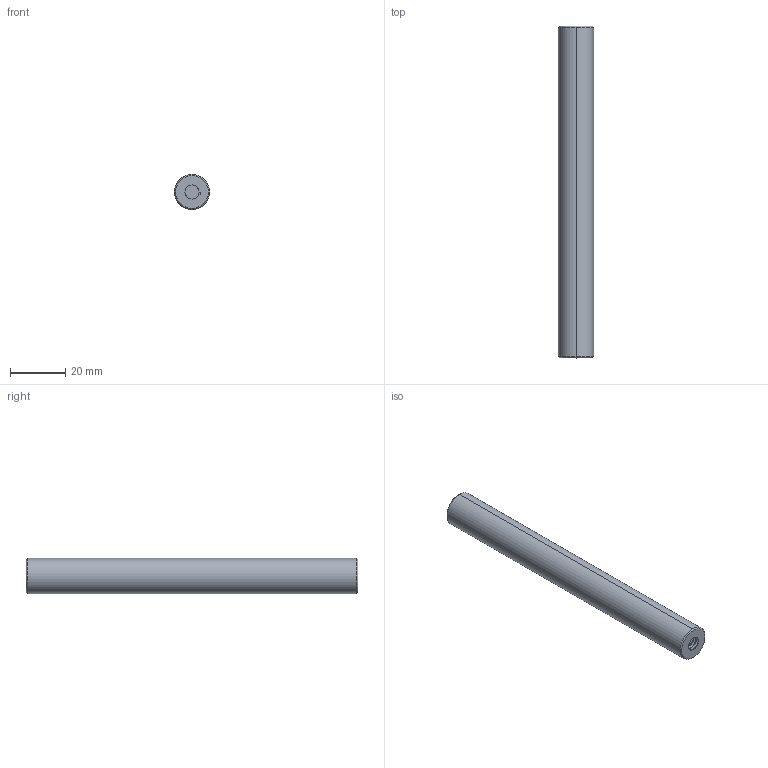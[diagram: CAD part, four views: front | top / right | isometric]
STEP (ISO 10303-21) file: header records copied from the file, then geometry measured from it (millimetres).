
FILE_DESCRIPTION (( 'STEP AP203' ), '1' );
FILE_NAME ('4400-23-P-0308 (1 Pieza) MS.STEP', '2023-02-24T09:50:27', ( '' ), ( '' ), 'SwSTEP 2.0', 'SolidWorks 2022', '' );
FILE_SCHEMA (( 'CONFIG_CONTROL_DESIGN' ));
Length unit declared in the file: inch
Products named in the file (1): 4400-23-P-0308 (1 Pieza) MS
Bounding box: 12.7 x 120.08 x 12.7 mm (x, y, z)
Volume: 14244.8 mm3; surface area: 6166.1 mm2
Topology: 1 solids, 1 shells, 86 faces, 232 edges, 150 vertices
Faces by surface type: cylinder 68, plane 8, bspline 6, cone 4
Entity records: 7121 total; most frequent: CARTESIAN_POINT 5275, ORIENTED_EDGE 464, DIRECTION 286, EDGE_CURVE 232, VERTEX_POINT 150, AXIS2_PLACEMENT_3D 101, EDGE_LOOP 88, FACE_OUTER_BOUND 86
